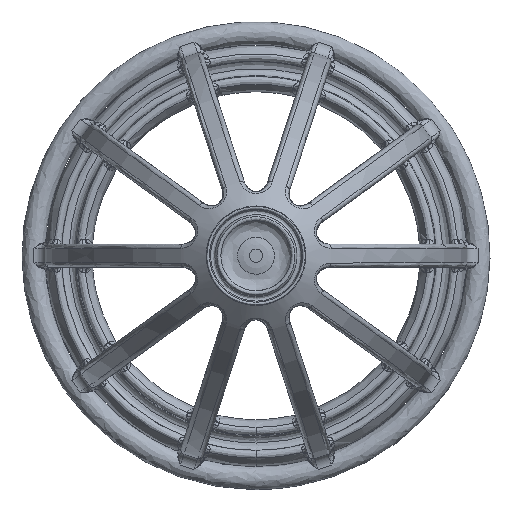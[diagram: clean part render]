
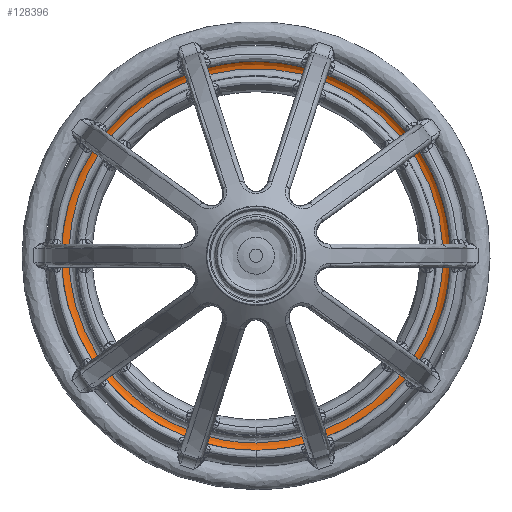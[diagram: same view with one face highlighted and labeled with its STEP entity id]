
A CAD part, left-side view. The second image highlights one B-rep face of the part: STEP entity #128396.
In plain terms, the highlighted free-form (B-spline) face has degree [2, 2] with [9, 9] control points.
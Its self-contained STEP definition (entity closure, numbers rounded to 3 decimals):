
#128284 = VERTEX_POINT('',#128285);
#128285 = CARTESIAN_POINT('',(26.5,0.,-40.014));
#128291 = EDGE_CURVE('',#128284,#128292,#128294,.T.);
#128292 = VERTEX_POINT('',#128293);
#128293 = CARTESIAN_POINT('',(26.5,33.22,22.281));
#128294 = ( BOUNDED_CURVE() B_SPLINE_CURVE(2,(#128295,#128296,#128297,
    #128298,#128299,#128300,#128301),.UNSPECIFIED.,.F.,.F.) 
B_SPLINE_CURVE_WITH_KNOTS((3,2,2,3),(248.247,303.851,
393.851,483.851),.UNSPECIFIED.) CURVE() 
GEOMETRIC_REPRESENTATION_ITEM() RATIONAL_B_SPLINE_CURVE((0.862,
0.819,1.,0.707,1.,0.707,1.)) REPRESENTATION_ITEM('') 
  );
#128295 = CARTESIAN_POINT('',(26.5,0.,-40.));
#128296 = CARTESIAN_POINT('',(26.5,-21.335,-40.));
#128297 = CARTESIAN_POINT('',(26.5,-33.22,-22.281));
#128298 = CARTESIAN_POINT('',(26.5,-55.501,10.938));
#128299 = CARTESIAN_POINT('',(26.5,-22.281,33.22));
#128300 = CARTESIAN_POINT('',(26.5,10.938,55.501));
#128301 = CARTESIAN_POINT('',(26.5,33.22,22.281));
#128303 = EDGE_CURVE('',#128292,#128284,#128304,.T.);
#128304 = ( BOUNDED_CURVE() B_SPLINE_CURVE(2,(#128305,#128306,#128307,
#128308,#128309),.UNSPECIFIED.,.F.,.F.) B_SPLINE_CURVE_WITH_KNOTS((3,2,3
),(123.851,213.851,248.247),.UNSPECIFIED.) CURVE() 
GEOMETRIC_REPRESENTATION_ITEM() RATIONAL_B_SPLINE_CURVE((1.,0.707,
1.,0.888,0.862)) REPRESENTATION_ITEM('') );
#128305 = CARTESIAN_POINT('',(26.5,33.22,22.281));
#128306 = CARTESIAN_POINT('',(26.5,55.501,-10.938));
#128307 = CARTESIAN_POINT('',(26.5,22.281,-33.22));
#128308 = CARTESIAN_POINT('',(26.5,12.172,-40.));
#128309 = CARTESIAN_POINT('',(26.5,0.,-40.));
#128396 = ADVANCED_FACE('',(#128397),#128422,.T.);
#128397 = FACE_BOUND('',#128398,.T.);
#128398 = EDGE_LOOP('',(#128399,#128413,#128419,#128420,#128421));
#128399 = ORIENTED_EDGE('',*,*,#128400,.F.);
#128400 = EDGE_CURVE('',#128401,#128401,#128403,.T.);
#128401 = VERTEX_POINT('',#128402);
#128402 = CARTESIAN_POINT('',(24.65,0.,-41.864));
#128403 = ( BOUNDED_CURVE() B_SPLINE_CURVE(2,(#128404,#128405,#128406,
    #128407,#128408,#128409,#128410,#128411,#128412),.UNSPECIFIED.,.T.,
.F.) B_SPLINE_CURVE_WITH_KNOTS((1,2,2,2,2,2,1),(-0.25,0.,0.25,0.5,0.75,
1.,1.25),.UNSPECIFIED.) CURVE() GEOMETRIC_REPRESENTATION_ITEM() 
RATIONAL_B_SPLINE_CURVE((1.,0.707,1.,0.707,1.,0.707,1.
,0.707,1.)) REPRESENTATION_ITEM('') );
#128404 = CARTESIAN_POINT('',(24.65,0.,-41.864));
#128405 = CARTESIAN_POINT('',(24.65,41.864,-41.864));
#128406 = CARTESIAN_POINT('',(24.65,41.864,0.));
#128407 = CARTESIAN_POINT('',(24.65,41.864,41.864));
#128408 = CARTESIAN_POINT('',(24.65,0.,41.864));
#128409 = CARTESIAN_POINT('',(24.65,-41.864,41.864));
#128410 = CARTESIAN_POINT('',(24.65,-41.864,0.));
#128411 = CARTESIAN_POINT('',(24.65,-41.864,-41.864));
#128412 = CARTESIAN_POINT('',(24.65,0.,-41.864));
#128413 = ORIENTED_EDGE('',*,*,#128414,.F.);
#128414 = EDGE_CURVE('',#128284,#128401,#128415,.T.);
#128415 = ( BOUNDED_CURVE() B_SPLINE_CURVE(2,(#128416,#128417,#128418),
.UNSPECIFIED.,.F.,.F.) B_SPLINE_CURVE_WITH_KNOTS((3,3),(0.75,1.),
.PIECEWISE_BEZIER_KNOTS.) CURVE() GEOMETRIC_REPRESENTATION_ITEM() 
RATIONAL_B_SPLINE_CURVE((1.,0.707,1.)) REPRESENTATION_ITEM('') );
#128416 = CARTESIAN_POINT('',(26.5,0.,-40.014));
#128417 = CARTESIAN_POINT('',(26.5,0.,-41.864));
#128418 = CARTESIAN_POINT('',(24.65,0.,-41.864));
#128419 = ORIENTED_EDGE('',*,*,#128303,.F.);
#128420 = ORIENTED_EDGE('',*,*,#128291,.F.);
#128421 = ORIENTED_EDGE('',*,*,#128414,.T.);
#128422 = ( BOUNDED_SURFACE() B_SPLINE_SURFACE(2,2,(
    (#128423,#128424,#128425,#128426,#128427,#128428,#128429,#128430
      ,#128431)
    ,(#128432,#128433,#128434,#128435,#128436,#128437,#128438,#128439
      ,#128440)
    ,(#128441,#128442,#128443,#128444,#128445,#128446,#128447,#128448
      ,#128449)
    ,(#128450,#128451,#128452,#128453,#128454,#128455,#128456,#128457
      ,#128458)
    ,(#128459,#128460,#128461,#128462,#128463,#128464,#128465,#128466
      ,#128467)
    ,(#128468,#128469,#128470,#128471,#128472,#128473,#128474,#128475
      ,#128476)
    ,(#128477,#128478,#128479,#128480,#128481,#128482,#128483,#128484
      ,#128485)
    ,(#128486,#128487,#128488,#128489,#128490,#128491,#128492,#128493
      ,#128494)
    ,(#128495,#128496,#128497,#128498,#128499,#128500,#128501,#128502
,#128503
    )),.UNSPECIFIED.,.T.,.T.,.F.) B_SPLINE_SURFACE_WITH_KNOTS((1,2,2,2,2
    ,2,1),(1,2,2,2,2,2,1),(-0.25,0.,0.25,0.5,0.75,1.,1.25),(-0.25,0.,
0.25,0.5,0.75,1.,1.25),.UNSPECIFIED.) GEOMETRIC_REPRESENTATION_ITEM() 
RATIONAL_B_SPLINE_SURFACE((
    (1.,0.707,1.,0.707,1.,0.707,1.,0.707,1.)
    ,(0.707,0.5,0.707,0.5,0.707,0.5,0.707,0.5
      ,0.707)
    ,(1.,0.707,1.,0.707,1.,0.707,1.,0.707,1.)
    ,(0.707,0.5,0.707,0.5,0.707,0.5,0.707,0.5
      ,0.707)
    ,(1.,0.707,1.,0.707,1.,0.707,1.,0.707,1.)
    ,(0.707,0.5,0.707,0.5,0.707,0.5,0.707,0.5
      ,0.707)
    ,(1.,0.707,1.,0.707,1.,0.707,1.,0.707,1.)
    ,(0.707,0.5,0.707,0.5,0.707,0.5,0.707,0.5
      ,0.707)
    ,(1.,0.707,1.,0.707,1.,0.707,1.,0.707,1.
))) REPRESENTATION_ITEM('') SURFACE() );
#128423 = CARTESIAN_POINT('',(24.65,0.,-41.864));
#128424 = CARTESIAN_POINT('',(26.5,0.,-41.864));
#128425 = CARTESIAN_POINT('',(26.5,0.,-40.014));
#128426 = CARTESIAN_POINT('',(26.5,0.,-38.164));
#128427 = CARTESIAN_POINT('',(24.65,0.,-38.164));
#128428 = CARTESIAN_POINT('',(22.8,0.,-38.164));
#128429 = CARTESIAN_POINT('',(22.8,0.,-40.014));
#128430 = CARTESIAN_POINT('',(22.8,0.,-41.864));
#128431 = CARTESIAN_POINT('',(24.65,0.,-41.864));
#128432 = CARTESIAN_POINT('',(24.65,-41.864,-41.864));
#128433 = CARTESIAN_POINT('',(26.5,-41.864,-41.864));
#128434 = CARTESIAN_POINT('',(26.5,-40.014,-40.014));
#128435 = CARTESIAN_POINT('',(26.5,-38.164,-38.164));
#128436 = CARTESIAN_POINT('',(24.65,-38.164,-38.164));
#128437 = CARTESIAN_POINT('',(22.8,-38.164,-38.164));
#128438 = CARTESIAN_POINT('',(22.8,-40.014,-40.014));
#128439 = CARTESIAN_POINT('',(22.8,-41.864,-41.864));
#128440 = CARTESIAN_POINT('',(24.65,-41.864,-41.864));
#128441 = CARTESIAN_POINT('',(24.65,-41.864,0.));
#128442 = CARTESIAN_POINT('',(26.5,-41.864,0.));
#128443 = CARTESIAN_POINT('',(26.5,-40.014,0.));
#128444 = CARTESIAN_POINT('',(26.5,-38.164,0.));
#128445 = CARTESIAN_POINT('',(24.65,-38.164,0.));
#128446 = CARTESIAN_POINT('',(22.8,-38.164,0.));
#128447 = CARTESIAN_POINT('',(22.8,-40.014,0.));
#128448 = CARTESIAN_POINT('',(22.8,-41.864,0.));
#128449 = CARTESIAN_POINT('',(24.65,-41.864,0.));
#128450 = CARTESIAN_POINT('',(24.65,-41.864,41.864));
#128451 = CARTESIAN_POINT('',(26.5,-41.864,41.864));
#128452 = CARTESIAN_POINT('',(26.5,-40.014,40.014));
#128453 = CARTESIAN_POINT('',(26.5,-38.164,38.164));
#128454 = CARTESIAN_POINT('',(24.65,-38.164,38.164));
#128455 = CARTESIAN_POINT('',(22.8,-38.164,38.164));
#128456 = CARTESIAN_POINT('',(22.8,-40.014,40.014));
#128457 = CARTESIAN_POINT('',(22.8,-41.864,41.864));
#128458 = CARTESIAN_POINT('',(24.65,-41.864,41.864));
#128459 = CARTESIAN_POINT('',(24.65,0.,41.864));
#128460 = CARTESIAN_POINT('',(26.5,0.,41.864));
#128461 = CARTESIAN_POINT('',(26.5,0.,40.014));
#128462 = CARTESIAN_POINT('',(26.5,0.,38.164));
#128463 = CARTESIAN_POINT('',(24.65,0.,38.164));
#128464 = CARTESIAN_POINT('',(22.8,0.,38.164));
#128465 = CARTESIAN_POINT('',(22.8,0.,40.014));
#128466 = CARTESIAN_POINT('',(22.8,0.,41.864));
#128467 = CARTESIAN_POINT('',(24.65,0.,41.864));
#128468 = CARTESIAN_POINT('',(24.65,41.864,41.864));
#128469 = CARTESIAN_POINT('',(26.5,41.864,41.864));
#128470 = CARTESIAN_POINT('',(26.5,40.014,40.014));
#128471 = CARTESIAN_POINT('',(26.5,38.164,38.164));
#128472 = CARTESIAN_POINT('',(24.65,38.164,38.164));
#128473 = CARTESIAN_POINT('',(22.8,38.164,38.164));
#128474 = CARTESIAN_POINT('',(22.8,40.014,40.014));
#128475 = CARTESIAN_POINT('',(22.8,41.864,41.864));
#128476 = CARTESIAN_POINT('',(24.65,41.864,41.864));
#128477 = CARTESIAN_POINT('',(24.65,41.864,0.));
#128478 = CARTESIAN_POINT('',(26.5,41.864,0.));
#128479 = CARTESIAN_POINT('',(26.5,40.014,0.));
#128480 = CARTESIAN_POINT('',(26.5,38.164,0.));
#128481 = CARTESIAN_POINT('',(24.65,38.164,0.));
#128482 = CARTESIAN_POINT('',(22.8,38.164,0.));
#128483 = CARTESIAN_POINT('',(22.8,40.014,0.));
#128484 = CARTESIAN_POINT('',(22.8,41.864,0.));
#128485 = CARTESIAN_POINT('',(24.65,41.864,0.));
#128486 = CARTESIAN_POINT('',(24.65,41.864,-41.864));
#128487 = CARTESIAN_POINT('',(26.5,41.864,-41.864));
#128488 = CARTESIAN_POINT('',(26.5,40.014,-40.014));
#128489 = CARTESIAN_POINT('',(26.5,38.164,-38.164));
#128490 = CARTESIAN_POINT('',(24.65,38.164,-38.164));
#128491 = CARTESIAN_POINT('',(22.8,38.164,-38.164));
#128492 = CARTESIAN_POINT('',(22.8,40.014,-40.014));
#128493 = CARTESIAN_POINT('',(22.8,41.864,-41.864));
#128494 = CARTESIAN_POINT('',(24.65,41.864,-41.864));
#128495 = CARTESIAN_POINT('',(24.65,0.,-41.864));
#128496 = CARTESIAN_POINT('',(26.5,0.,-41.864));
#128497 = CARTESIAN_POINT('',(26.5,0.,-40.014));
#128498 = CARTESIAN_POINT('',(26.5,0.,-38.164));
#128499 = CARTESIAN_POINT('',(24.65,0.,-38.164));
#128500 = CARTESIAN_POINT('',(22.8,0.,-38.164));
#128501 = CARTESIAN_POINT('',(22.8,0.,-40.014));
#128502 = CARTESIAN_POINT('',(22.8,0.,-41.864));
#128503 = CARTESIAN_POINT('',(24.65,0.,-41.864));
